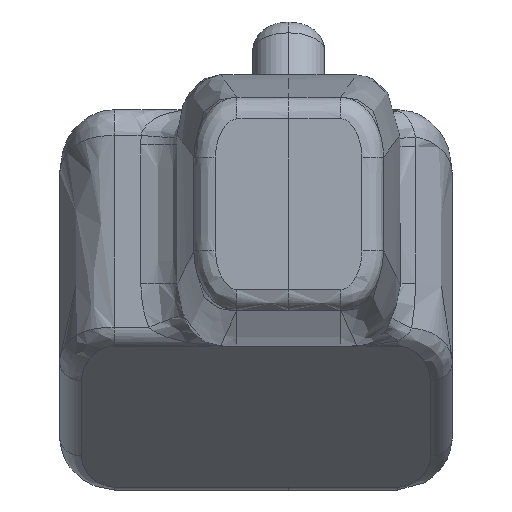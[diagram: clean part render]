
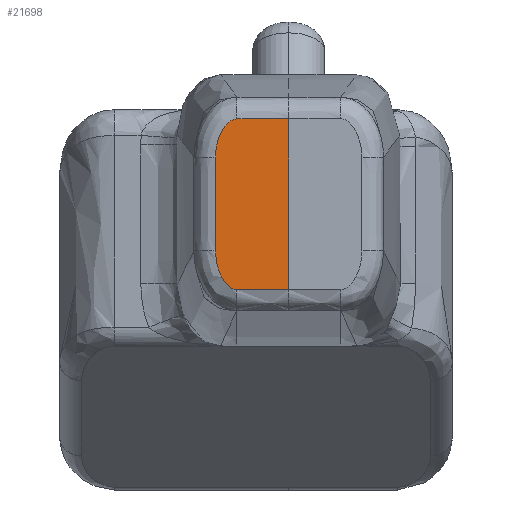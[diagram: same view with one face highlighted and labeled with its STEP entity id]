
A CAD part, front view. The second image highlights one B-rep face of the part: STEP entity #21698.
In plain terms, the highlighted planar face has unit normal (0, -1, 0).
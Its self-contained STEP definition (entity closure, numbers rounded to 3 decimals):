
#2 = EDGE_CURVE ( 'NONE', #13827, #19094, #14960, .T. ) ;
#462 = CARTESIAN_POINT ( 'NONE',  ( -11.851, 0., 14.004 ) ) ;
#529 = CARTESIAN_POINT ( 'NONE',  ( -11.883, 0., -14.184 ) ) ;
#820 = EDGE_CURVE ( 'NONE', #1415, #15329, #1910, .T. ) ;
#1415 = VERTEX_POINT ( 'NONE', #3015 ) ;
#1686 = CARTESIAN_POINT ( 'NONE',  ( -13.413, 0., 8.53 ) ) ;
#1910 = B_SPLINE_CURVE_WITH_KNOTS ( 'NONE', 3,
 ( #8592, #22014, #14327, #22093 ),
 .UNSPECIFIED., .F., .F.,
 ( 4, 4 ),
 ( 0.009, 0.019 ),
 .UNSPECIFIED. ) ;
#2417 = CARTESIAN_POINT ( 'NONE',  ( -13.413, 0., -8.686 ) ) ;
#2434 = CARTESIAN_POINT ( 'NONE',  ( -12.412, 0., 13.073 ) ) ;
#2495 = CARTESIAN_POINT ( 'NONE',  ( -11.293, 0., -14.878 ) ) ;
#2623 = VECTOR ( 'NONE', #15306, 1000. ) ;
#2791 = ORIENTED_EDGE ( 'NONE', *, *, #20579, .T. ) ;
#3015 = CARTESIAN_POINT ( 'NONE',  ( 0., 0., 15.54 ) ) ;
#3573 = CARTESIAN_POINT ( 'NONE',  ( -13.413, 0., 8.53 ) ) ;
#3791 = EDGE_CURVE ( 'NONE', #15329, #13827, #15946, .T. ) ;
#4214 = CARTESIAN_POINT ( 'NONE',  ( -13.413, 0., -8.686 ) ) ;
#4238 = EDGE_CURVE ( 'NONE', #19094, #13761, #5118, .T. ) ;
#4364 = CARTESIAN_POINT ( 'NONE',  ( -12.834, 0., 12.08 ) ) ;
#4429 = CARTESIAN_POINT ( 'NONE',  ( -10.882, 0., -15.238 ) ) ;
#5065 = CARTESIAN_POINT ( 'NONE',  ( -3.179, 0., -15.748 ) ) ;
#5118 = B_SPLINE_CURVE_WITH_KNOTS ( 'NONE', 3,
 ( #2417, #13947, #6276, #19776, #8207, #21720, #10149, #23663, #12084, #529, #14035, #2495, #15981, #4429, #17901, #6351, #19858, #8292, #21795, #10227 ),
 .UNSPECIFIED., .F., .F.,
 ( 4, 2, 2, 2, 2, 2, 2, 2, 2, 4 ),
 ( 0., 0.002, 0.003, 0.004, 0.005, 0.007, 0.007, 0.008, 0.008, 0.009 ),
 .UNSPECIFIED. ) ;
#5750 = ORIENTED_EDGE ( 'NONE', *, *, #4238, .T. ) ;
#6209 = CARTESIAN_POINT ( 'NONE',  ( -9.681, 0., 15.54 ) ) ;
#6276 = CARTESIAN_POINT ( 'NONE',  ( -13.348, 0., -10.132 ) ) ;
#6277 = ORIENTED_EDGE ( 'NONE', *, *, #14622, .T. ) ;
#6290 = CARTESIAN_POINT ( 'NONE',  ( -13.137, 0., 11.035 ) ) ;
#6351 = CARTESIAN_POINT ( 'NONE',  ( -10.417, 0., -15.531 ) ) ;
#6642 = CARTESIAN_POINT ( 'NONE',  ( -6.358, 0., -15.748 ) ) ;
#7162 = CARTESIAN_POINT ( 'NONE',  ( 0., 0., -15.748 ) ) ;
#7497 = CARTESIAN_POINT ( 'NONE',  ( -13.413, 0., 2.789 ) ) ;
#7629 = B_SPLINE_CURVE_WITH_KNOTS ( 'NONE', 3,
 ( #14678, #6642, #5065, #18557 ),
 .UNSPECIFIED., .F., .F.,
 ( 4, 4 ),
 ( 0., 0.01 ),
 .UNSPECIFIED. ) ;
#8151 = CARTESIAN_POINT ( 'NONE',  ( -10.209, 0., 15.403 ) ) ;
#8207 = CARTESIAN_POINT ( 'NONE',  ( -13.061, 0., -11.54 ) ) ;
#8224 = CARTESIAN_POINT ( 'NONE',  ( -13.413, 0., 9.256 ) ) ;
#8292 = CARTESIAN_POINT ( 'NONE',  ( -9.902, 0., -15.718 ) ) ;
#8592 = CARTESIAN_POINT ( 'NONE',  ( 0., 0., 15.54 ) ) ;
#9435 = CARTESIAN_POINT ( 'NONE',  ( -13.413, 0., 8.527 ) ) ;
#10085 = CARTESIAN_POINT ( 'NONE',  ( -10.849, 0., 15.057 ) ) ;
#10147 = EDGE_LOOP ( 'NONE', ( #2791, #6277, #23875, #18230, #24637, #5750 ) ) ;
#10149 = CARTESIAN_POINT ( 'NONE',  ( -12.727, 0., -12.578 ) ) ;
#10227 = CARTESIAN_POINT ( 'NONE',  ( -9.538, 0., -15.748 ) ) ;
#11387 = CARTESIAN_POINT ( 'NONE',  ( -13.413, 0., 8.529 ) ) ;
#12027 = CARTESIAN_POINT ( 'NONE',  ( -11.631, 0., 14.295 ) ) ;
#12084 = CARTESIAN_POINT ( 'NONE',  ( -12.268, 0., -13.566 ) ) ;
#12251 = LINE ( 'NONE', #13344, #2623 ) ;
#12725 = CARTESIAN_POINT ( 'NONE',  ( -9.538, 0., -15.748 ) ) ;
#13344 = CARTESIAN_POINT ( 'NONE',  ( 0., 0., 0. ) ) ;
#13761 = VERTEX_POINT ( 'NONE', #12725 ) ;
#13827 = VERTEX_POINT ( 'NONE', #3573 ) ;
#13884 = CARTESIAN_POINT ( 'NONE',  ( -9.496, 0., 15.54 ) ) ;
#13947 = CARTESIAN_POINT ( 'NONE',  ( -13.413, 0., -9.415 ) ) ;
#13966 = CARTESIAN_POINT ( 'NONE',  ( -12.243, 0., 13.392 ) ) ;
#14035 = CARTESIAN_POINT ( 'NONE',  ( -11.664, 0., -14.479 ) ) ;
#14327 = CARTESIAN_POINT ( 'NONE',  ( -6.331, 0., 15.54 ) ) ;
#14622 = EDGE_CURVE ( 'NONE', #20760, #1415, #12251, .T. ) ;
#14678 = CARTESIAN_POINT ( 'NONE',  ( -9.538, 0., -15.748 ) ) ;
#14960 = B_SPLINE_CURVE_WITH_KNOTS ( 'NONE', 3,
 ( #1686, #11387, #22957, #9435, #7497, #15176, #24802 ),
 .UNSPECIFIED., .F., .F.,
 ( 4, 3, 4 ),
 ( 0., 0., 0.017 ),
 .UNSPECIFIED. ) ;
#15176 = CARTESIAN_POINT ( 'NONE',  ( -13.413, 0., -2.949 ) ) ;
#15306 = DIRECTION ( 'NONE',  ( 0., 0., 1. ) ) ;
#15329 = VERTEX_POINT ( 'NONE', #15887 ) ;
#15648 = CARTESIAN_POINT ( 'NONE',  ( 0., 0., 0. ) ) ;
#15887 = CARTESIAN_POINT ( 'NONE',  ( -9.496, 0., 15.54 ) ) ;
#15920 = CARTESIAN_POINT ( 'NONE',  ( -12.707, 0., 12.417 ) ) ;
#15946 = B_SPLINE_CURVE_WITH_KNOTS ( 'NONE', 3,
 ( #13884, #6209, #19703, #8151, #21667, #10085, #23597, #12027, #462, #13966, #2434, #15920, #4364, #17837, #6290, #19794, #8224, #21734 ),
 .UNSPECIFIED., .F., .F.,
 ( 4, 2, 2, 2, 2, 2, 2, 2, 4 ),
 ( 0., 0.001, 0.001, 0.002, 0.003, 0.004, 0.005, 0.007, 0.009 ),
 .UNSPECIFIED. ) ;
#15981 = CARTESIAN_POINT ( 'NONE',  ( -11.163, 0., -15.004 ) ) ;
#17571 = PLANE ( 'NONE',  #22531 ) ;
#17837 = CARTESIAN_POINT ( 'NONE',  ( -13.049, 0., 11.388 ) ) ;
#17901 = CARTESIAN_POINT ( 'NONE',  ( -10.732, 0., -15.346 ) ) ;
#18230 = ORIENTED_EDGE ( 'NONE', *, *, #3791, .T. ) ;
#18557 = CARTESIAN_POINT ( 'NONE',  ( 0., 0., -15.748 ) ) ;
#19094 = VERTEX_POINT ( 'NONE', #4214 ) ;
#19443 = DIRECTION ( 'NONE',  ( 0., -1., 0. ) ) ;
#19527 = DIRECTION ( 'NONE',  ( 0., 0., -1. ) ) ;
#19703 = CARTESIAN_POINT ( 'NONE',  ( -9.86, 0., 15.51 ) ) ;
#19776 = CARTESIAN_POINT ( 'NONE',  ( -13.146, 0., -11.191 ) ) ;
#19794 = CARTESIAN_POINT ( 'NONE',  ( -13.346, 0., 9.973 ) ) ;
#19858 = CARTESIAN_POINT ( 'NONE',  ( -10.249, 0., -15.609 ) ) ;
#20579 = EDGE_CURVE ( 'NONE', #13761, #20760, #7629, .T. ) ;
#20760 = VERTEX_POINT ( 'NONE', #7162 ) ;
#21646 = FACE_OUTER_BOUND ( 'NONE', #10147, .T. ) ;
#21667 = CARTESIAN_POINT ( 'NONE',  ( -10.377, 0., 15.327 ) ) ;
#21698 = ADVANCED_FACE ( 'NONE', ( #21646 ), #17571, .T. ) ;
#21720 = CARTESIAN_POINT ( 'NONE',  ( -12.852, 0., -12.233 ) ) ;
#21734 = CARTESIAN_POINT ( 'NONE',  ( -13.413, 0., 8.53 ) ) ;
#21795 = CARTESIAN_POINT ( 'NONE',  ( -9.723, 0., -15.748 ) ) ;
#22014 = CARTESIAN_POINT ( 'NONE',  ( -3.165, 0., 15.54 ) ) ;
#22093 = CARTESIAN_POINT ( 'NONE',  ( -9.496, 0., 15.54 ) ) ;
#22531 = AXIS2_PLACEMENT_3D ( 'NONE', #15648, #19443, #19527 ) ;
#22957 = CARTESIAN_POINT ( 'NONE',  ( -13.413, 0., 8.528 ) ) ;
#23597 = CARTESIAN_POINT ( 'NONE',  ( -11.132, 0., 14.818 ) ) ;
#23663 = CARTESIAN_POINT ( 'NONE',  ( -12.435, 0., -13.244 ) ) ;
#23875 = ORIENTED_EDGE ( 'NONE', *, *, #820, .T. ) ;
#24637 = ORIENTED_EDGE ( 'NONE', *, *, #2, .T. ) ;
#24802 = CARTESIAN_POINT ( 'NONE',  ( -13.413, 0., -8.686 ) ) ;
